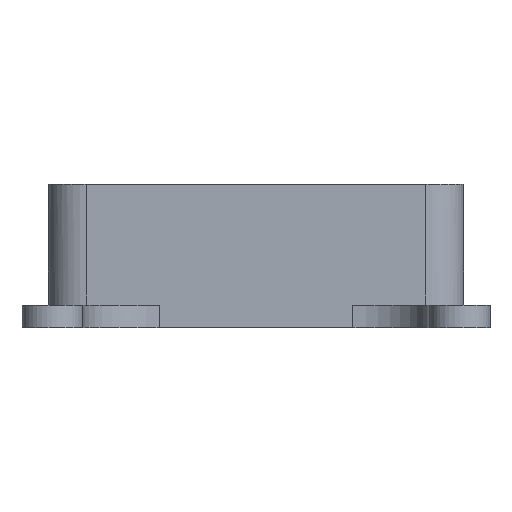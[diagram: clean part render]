
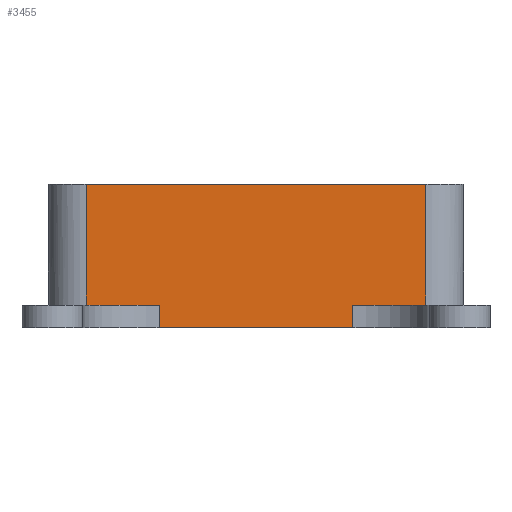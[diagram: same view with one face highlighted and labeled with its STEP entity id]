
A CAD part, front view. The second image highlights one B-rep face of the part: STEP entity #3455.
In plain terms, the highlighted planar face has unit normal (0, -1, 0).
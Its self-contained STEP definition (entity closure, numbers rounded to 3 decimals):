
#38 = DIRECTION ( 'NONE',  ( 0., 0., -1. ) ) ;
#52 = DIRECTION ( 'NONE',  ( 0., 0., -1. ) ) ;
#58 = CARTESIAN_POINT ( 'NONE',  ( 22.5, -30., 1. ) ) ;
#153 = ORIENTED_EDGE ( 'NONE', *, *, #2786, .F. ) ;
#162 = VECTOR ( 'NONE', #38, 1000. ) ;
#188 = VERTEX_POINT ( 'NONE', #4463 ) ;
#231 = ORIENTED_EDGE ( 'NONE', *, *, #3911, .T. ) ;
#236 = VECTOR ( 'NONE', #2550, 1000. ) ;
#246 = AXIS2_PLACEMENT_3D ( 'NONE', #1049, #3807, #3459 ) ;
#281 = CARTESIAN_POINT ( 'NONE',  ( -22.5, -30., 20. ) ) ;
#378 = LINE ( 'NONE', #2791, #162 ) ;
#542 = VECTOR ( 'NONE', #1338, 1000. ) ;
#713 = VERTEX_POINT ( 'NONE', #2811 ) ;
#714 = CARTESIAN_POINT ( 'NONE',  ( 22.5, -30., 20. ) ) ;
#775 = DIRECTION ( 'NONE',  ( 1., 0., 0. ) ) ;
#812 = ORIENTED_EDGE ( 'NONE', *, *, #1571, .F. ) ;
#820 = EDGE_CURVE ( 'NONE', #713, #4021, #4231, .T. ) ;
#870 = VERTEX_POINT ( 'NONE', #1224 ) ;
#993 = CARTESIAN_POINT ( 'NONE',  ( 22.5, -30., 20. ) ) ;
#1049 = CARTESIAN_POINT ( 'NONE',  ( 22.5, -30., 20. ) ) ;
#1130 = ORIENTED_EDGE ( 'NONE', *, *, #1717, .F. ) ;
#1224 = CARTESIAN_POINT ( 'NONE',  ( 12.828, -30., 1. ) ) ;
#1271 = ORIENTED_EDGE ( 'NONE', *, *, #820, .F. ) ;
#1294 = EDGE_CURVE ( 'NONE', #870, #1716, #3215, .T. ) ;
#1338 = DIRECTION ( 'NONE',  ( -1., 0., 0. ) ) ;
#1339 = CARTESIAN_POINT ( 'NONE',  ( -12.828, -30., 4. ) ) ;
#1381 = FACE_OUTER_BOUND ( 'NONE', #2203, .T. ) ;
#1425 = CARTESIAN_POINT ( 'NONE',  ( 22.5, -30., 20. ) ) ;
#1558 = VERTEX_POINT ( 'NONE', #3434 ) ;
#1571 = EDGE_CURVE ( 'NONE', #1558, #1864, #4094, .T. ) ;
#1716 = VERTEX_POINT ( 'NONE', #2461 ) ;
#1717 = EDGE_CURVE ( 'NONE', #4021, #4376, #3818, .T. ) ;
#1864 = VERTEX_POINT ( 'NONE', #3359 ) ;
#2009 = DIRECTION ( 'NONE',  ( 0., 0., -1. ) ) ;
#2203 = EDGE_LOOP ( 'NONE', ( #2415, #2989, #153, #1130, #1271, #231, #812, #3896 ) ) ;
#2227 = CARTESIAN_POINT ( 'NONE',  ( 22.5, -30., 4. ) ) ;
#2250 = VECTOR ( 'NONE', #2009, 1000. ) ;
#2415 = ORIENTED_EDGE ( 'NONE', *, *, #1294, .F. ) ;
#2461 = CARTESIAN_POINT ( 'NONE',  ( -12.828, -30., 1. ) ) ;
#2535 = CARTESIAN_POINT ( 'NONE',  ( 22.5, -30., 4. ) ) ;
#2550 = DIRECTION ( 'NONE',  ( -1., 0., 0. ) ) ;
#2573 = LINE ( 'NONE', #2227, #236 ) ;
#2608 = VECTOR ( 'NONE', #4113, 1000. ) ;
#2637 = EDGE_CURVE ( 'NONE', #1558, #1716, #4434, .T. ) ;
#2698 = VECTOR ( 'NONE', #775, 1000. ) ;
#2786 = EDGE_CURVE ( 'NONE', #4376, #188, #2573, .T. ) ;
#2791 = CARTESIAN_POINT ( 'NONE',  ( 12.828, -30., 4. ) ) ;
#2811 = CARTESIAN_POINT ( 'NONE',  ( -22.5, -30., 20. ) ) ;
#2989 = ORIENTED_EDGE ( 'NONE', *, *, #3471, .F. ) ;
#3215 = LINE ( 'NONE', #58, #4146 ) ;
#3359 = CARTESIAN_POINT ( 'NONE',  ( -22.5, -30., 4. ) ) ;
#3434 = CARTESIAN_POINT ( 'NONE',  ( -12.828, -30., 4. ) ) ;
#3455 = ADVANCED_FACE ( 'NONE', ( #1381 ), #4144, .F. ) ;
#3459 = DIRECTION ( 'NONE',  ( -1., 0., 0. ) ) ;
#3471 = EDGE_CURVE ( 'NONE', #188, #870, #378, .T. ) ;
#3536 = VECTOR ( 'NONE', #52, 1000. ) ;
#3749 = LINE ( 'NONE', #281, #2250 ) ;
#3807 = DIRECTION ( 'NONE',  ( 0., 1., 0. ) ) ;
#3818 = LINE ( 'NONE', #714, #3536 ) ;
#3896 = ORIENTED_EDGE ( 'NONE', *, *, #2637, .T. ) ;
#3911 = EDGE_CURVE ( 'NONE', #713, #1864, #3749, .T. ) ;
#4021 = VERTEX_POINT ( 'NONE', #993 ) ;
#4045 = CARTESIAN_POINT ( 'NONE',  ( 22.5, -30., 4. ) ) ;
#4094 = LINE ( 'NONE', #4045, #542 ) ;
#4113 = DIRECTION ( 'NONE',  ( 0., 0., -1. ) ) ;
#4144 = PLANE ( 'NONE',  #246 ) ;
#4146 = VECTOR ( 'NONE', #4227, 1000. ) ;
#4227 = DIRECTION ( 'NONE',  ( -1., 0., 0. ) ) ;
#4231 = LINE ( 'NONE', #1425, #2698 ) ;
#4376 = VERTEX_POINT ( 'NONE', #2535 ) ;
#4434 = LINE ( 'NONE', #1339, #2608 ) ;
#4463 = CARTESIAN_POINT ( 'NONE',  ( 12.828, -30., 4. ) ) ;
